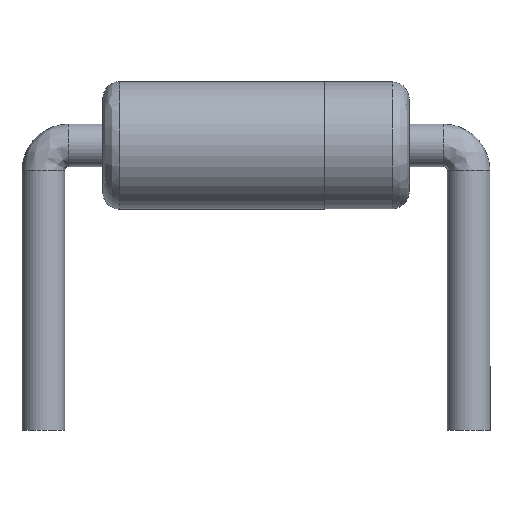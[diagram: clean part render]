
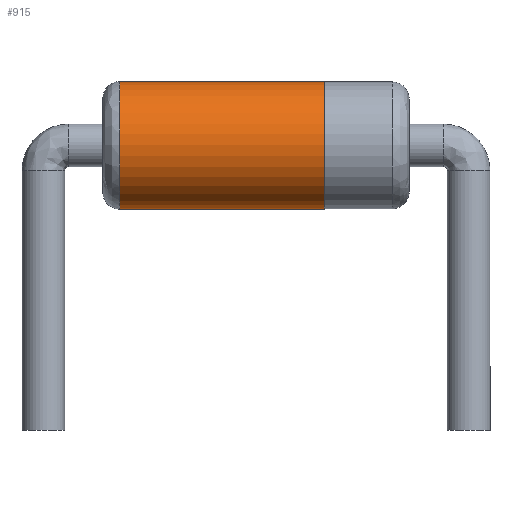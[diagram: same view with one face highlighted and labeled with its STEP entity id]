
A CAD part, front view. The second image highlights one B-rep face of the part: STEP entity #915.
In plain terms, the highlighted cylindrical face has radius 0.75 mm (diameter 1.5 mm), a partial arc.
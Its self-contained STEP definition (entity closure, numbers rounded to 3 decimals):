
#8 = CIRCLE ( 'NONE', #14, 0.75 ) ;
#14 = AXIS2_PLACEMENT_3D ( 'NONE', #954, #404, #1040 ) ;
#72 = AXIS2_PLACEMENT_3D ( 'NONE', #943, #396, #1031 ) ;
#73 = EDGE_CURVE ( 'NONE', #661, #239, #964, .T. ) ;
#78 = VECTOR ( 'NONE', #1142, 1000. ) ;
#89 = EDGE_CURVE ( 'NONE', #880, #367, #8, .T. ) ;
#210 = CARTESIAN_POINT ( 'NONE',  ( -0.9, 0., 0. ) ) ;
#227 = CARTESIAN_POINT ( 'NONE',  ( 0.8, 0., 0.75 ) ) ;
#239 = VERTEX_POINT ( 'NONE', #927 ) ;
#290 = ORIENTED_EDGE ( 'NONE', *, *, #89, .T. ) ;
#307 = LINE ( 'NONE', #517, #78 ) ;
#313 = CARTESIAN_POINT ( 'NONE',  ( -0.9, 0., -0.75 ) ) ;
#328 = ORIENTED_EDGE ( 'NONE', *, *, #518, .F. ) ;
#367 = VERTEX_POINT ( 'NONE', #227 ) ;
#396 = DIRECTION ( 'NONE',  ( 1., 0., 0. ) ) ;
#404 = DIRECTION ( 'NONE',  ( -1., 0., 0. ) ) ;
#444 = EDGE_CURVE ( 'NONE', #239, #880, #935, .T. ) ;
#517 = CARTESIAN_POINT ( 'NONE',  ( -0.9, 0., 0.75 ) ) ;
#518 = EDGE_CURVE ( 'NONE', #661, #367, #307, .T. ) ;
#559 = CARTESIAN_POINT ( 'NONE',  ( 0.8, 0., -0.75 ) ) ;
#615 = ORIENTED_EDGE ( 'NONE', *, *, #73, .T. ) ;
#661 = VERTEX_POINT ( 'NONE', #886 ) ;
#675 = EDGE_LOOP ( 'NONE', ( #328, #615, #1074, #290 ) ) ;
#676 = VECTOR ( 'NONE', #1138, 1000. ) ;
#679 = DIRECTION ( 'NONE',  ( 0., 0., -1. ) ) ;
#846 = DIRECTION ( 'NONE',  ( 1., 0., 0. ) ) ;
#880 = VERTEX_POINT ( 'NONE', #559 ) ;
#886 = CARTESIAN_POINT ( 'NONE',  ( -1.6, 0., 0.75 ) ) ;
#915 = ADVANCED_FACE ( 'NONE', ( #1050 ), #972, .T. ) ;
#927 = CARTESIAN_POINT ( 'NONE',  ( -1.6, 0., -0.75 ) ) ;
#935 = LINE ( 'NONE', #313, #676 ) ;
#943 = CARTESIAN_POINT ( 'NONE',  ( -1.6, 0., 0. ) ) ;
#954 = CARTESIAN_POINT ( 'NONE',  ( 0.8, 0., 0. ) ) ;
#964 = CIRCLE ( 'NONE', #72, 0.75 ) ;
#972 = CYLINDRICAL_SURFACE ( 'NONE', #1024, 0.75 ) ;
#1024 = AXIS2_PLACEMENT_3D ( 'NONE', #210, #846, #679 ) ;
#1031 = DIRECTION ( 'NONE',  ( 0., 0., -1. ) ) ;
#1040 = DIRECTION ( 'NONE',  ( 0., 0., -1. ) ) ;
#1050 = FACE_OUTER_BOUND ( 'NONE', #675, .T. ) ;
#1074 = ORIENTED_EDGE ( 'NONE', *, *, #444, .T. ) ;
#1138 = DIRECTION ( 'NONE',  ( 1., 0., 0. ) ) ;
#1142 = DIRECTION ( 'NONE',  ( 1., 0., 0. ) ) ;
